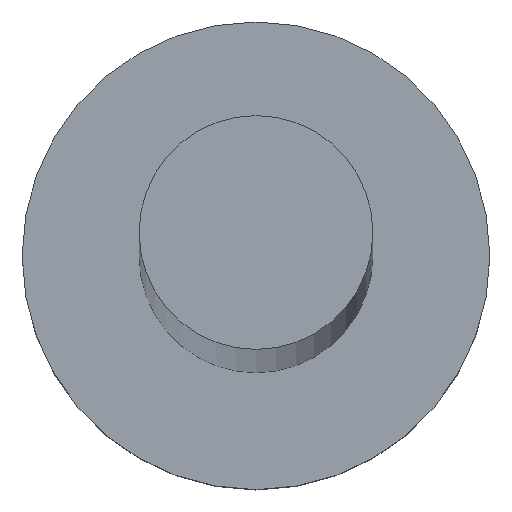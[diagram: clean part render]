
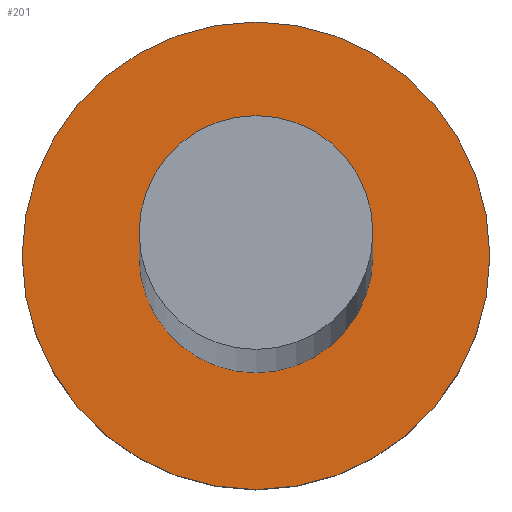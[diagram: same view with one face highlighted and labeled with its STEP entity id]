
A CAD part, top view. The second image highlights one B-rep face of the part: STEP entity #201.
In plain terms, the highlighted planar face has unit normal (0, 0, 1).
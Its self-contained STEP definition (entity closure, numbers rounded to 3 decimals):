
#17 = DIRECTION ( 'NONE',  ( 1., 0., 0. ) ) ;
#21 = CIRCLE ( 'NONE', #94, 3.5 ) ;
#30 = CARTESIAN_POINT ( 'NONE',  ( -3.5, 0., 3. ) ) ;
#32 = VERTEX_POINT ( 'NONE', #30 ) ;
#42 = VERTEX_POINT ( 'NONE', #241 ) ;
#43 = EDGE_CURVE ( 'NONE', #164, #65, #71, .T. ) ;
#45 = CARTESIAN_POINT ( 'NONE',  ( -1.75, 0., 3. ) ) ;
#46 = CARTESIAN_POINT ( 'NONE',  ( 0., 0., 3. ) ) ;
#53 = DIRECTION ( 'NONE',  ( 0., 0., 1. ) ) ;
#65 = VERTEX_POINT ( 'NONE', #45 ) ;
#66 = ORIENTED_EDGE ( 'NONE', *, *, #145, .T. ) ;
#71 = CIRCLE ( 'NONE', #215, 1.75 ) ;
#74 = DIRECTION ( 'NONE',  ( 0., 0., 1. ) ) ;
#94 = AXIS2_PLACEMENT_3D ( 'NONE', #95, #245, #212 ) ;
#95 = CARTESIAN_POINT ( 'NONE',  ( 0., 0., 3. ) ) ;
#105 = ORIENTED_EDGE ( 'NONE', *, *, #43, .F. ) ;
#106 = CIRCLE ( 'NONE', #178, 3.5 ) ;
#110 = AXIS2_PLACEMENT_3D ( 'NONE', #117, #53, #140 ) ;
#111 = DIRECTION ( 'NONE',  ( 1., 0., 0. ) ) ;
#117 = CARTESIAN_POINT ( 'NONE',  ( 0., 0., 3. ) ) ;
#124 = ORIENTED_EDGE ( 'NONE', *, *, #231, .T. ) ;
#135 = EDGE_LOOP ( 'NONE', ( #124, #66 ) ) ;
#140 = DIRECTION ( 'NONE',  ( 1., 0., 0. ) ) ;
#142 = FACE_BOUND ( 'NONE', #170, .T. ) ;
#145 = EDGE_CURVE ( 'NONE', #42, #32, #106, .T. ) ;
#153 = CARTESIAN_POINT ( 'NONE',  ( 0., 0., 3. ) ) ;
#158 = CARTESIAN_POINT ( 'NONE',  ( 1.75, 0., 3. ) ) ;
#164 = VERTEX_POINT ( 'NONE', #158 ) ;
#170 = EDGE_LOOP ( 'NONE', ( #206, #105 ) ) ;
#171 = PLANE ( 'NONE',  #110 ) ;
#178 = AXIS2_PLACEMENT_3D ( 'NONE', #193, #249, #111 ) ;
#186 = CIRCLE ( 'NONE', #223, 1.75 ) ;
#193 = CARTESIAN_POINT ( 'NONE',  ( 0., 0., 3. ) ) ;
#201 = ADVANCED_FACE ( 'NONE', ( #142, #216 ), #171, .T. ) ;
#206 = ORIENTED_EDGE ( 'NONE', *, *, #211, .F. ) ;
#211 = EDGE_CURVE ( 'NONE', #65, #164, #186, .T. ) ;
#212 = DIRECTION ( 'NONE',  ( 1., 0., 0. ) ) ;
#215 = AXIS2_PLACEMENT_3D ( 'NONE', #46, #74, #226 ) ;
#216 = FACE_OUTER_BOUND ( 'NONE', #135, .T. ) ;
#223 = AXIS2_PLACEMENT_3D ( 'NONE', #153, #251, #17 ) ;
#226 = DIRECTION ( 'NONE',  ( 1., 0., 0. ) ) ;
#231 = EDGE_CURVE ( 'NONE', #32, #42, #21, .T. ) ;
#241 = CARTESIAN_POINT ( 'NONE',  ( 3.5, 0., 3. ) ) ;
#245 = DIRECTION ( 'NONE',  ( 0., 0., 1. ) ) ;
#249 = DIRECTION ( 'NONE',  ( 0., 0., 1. ) ) ;
#251 = DIRECTION ( 'NONE',  ( 0., 0., 1. ) ) ;
